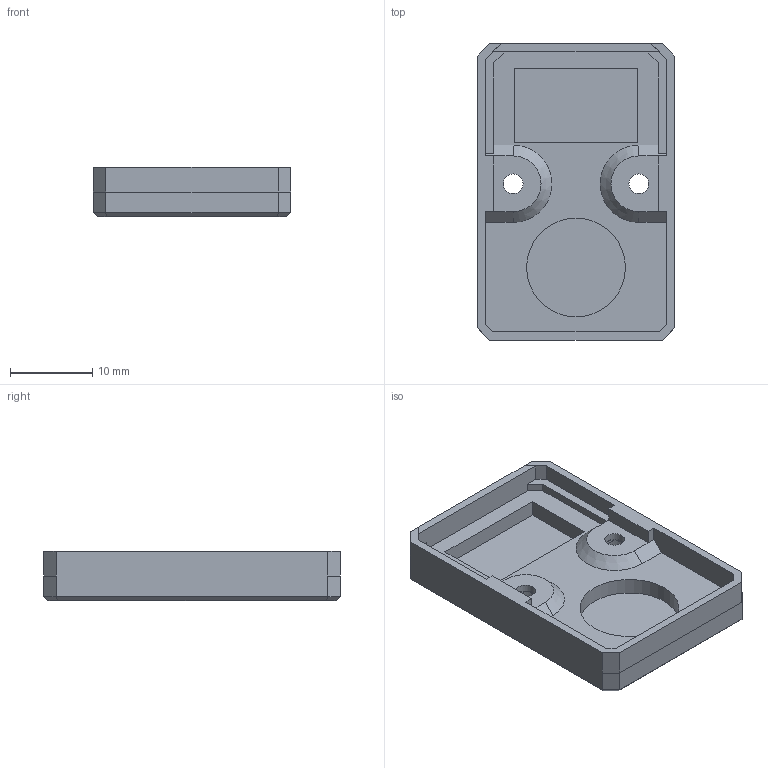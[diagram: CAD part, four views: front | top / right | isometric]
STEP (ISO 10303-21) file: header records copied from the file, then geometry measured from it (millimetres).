
FILE_DESCRIPTION(/* description */ (''),/* implementation_level */ '2;1');
FILE_NAME(/* name */ 'Bottom universal.step',/* time_stamp */ '2025-05-17T14:00:40+01:00',/* author */ (''),/* organization */ (''),/* preprocessor_version */ 'ST-DEVELOPER v20.1',/* originating_system */ 'Autodesk Translation Framework v14.4.0.0',/* authorisation */ '');
FILE_SCHEMA (('AUTOMOTIVE_DESIGN { 1 0 10303 214 3 1 1 }'));
Length unit declared in the file: millimetre
Products named in the file (1): Bottom universal
Bounding box: 24 x 36 x 6 mm (x, y, z)
Volume: 2499.8 mm3; surface area: 2982.7 mm2
Topology: 1 solids, 1 shells, 95 faces, 251 edges, 162 vertices
Faces by surface type: plane 86, cylinder 5, cone 4
Full cylindrical faces by diameter (mm): 2.4 x2, 4 x2, 12 x1
Entity records: 2922 total; most frequent: CARTESIAN_POINT 509, ORIENTED_EDGE 502, DIRECTION 467, EDGE_CURVE 251, LINE 227, VECTOR 227, VERTEX_POINT 162, AXIS2_PLACEMENT_3D 120
